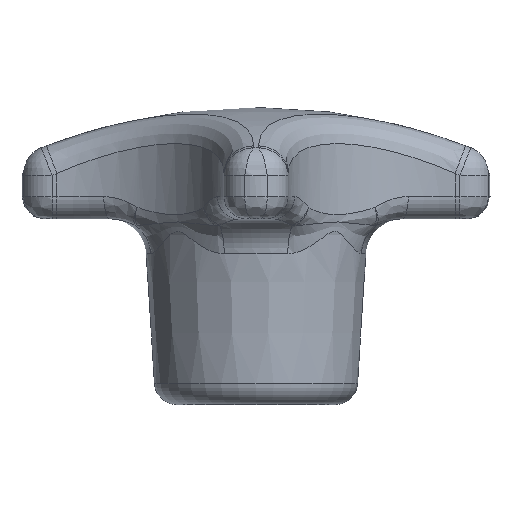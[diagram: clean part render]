
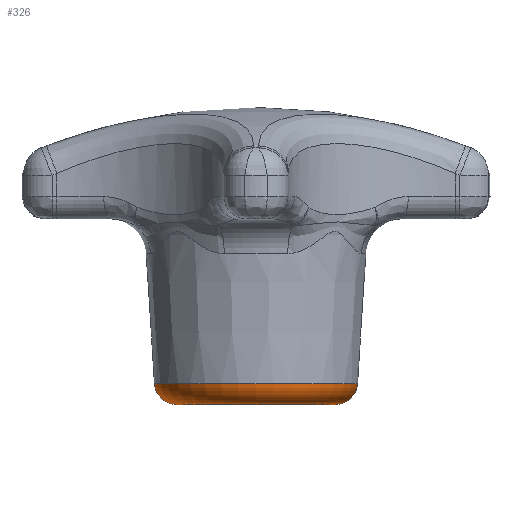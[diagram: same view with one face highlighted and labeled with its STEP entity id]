
A CAD part, front view. The second image highlights one B-rep face of the part: STEP entity #326.
In plain terms, the highlighted toroidal (fillet/blend) face has major radius 10.686 mm and minor radius 3 mm.
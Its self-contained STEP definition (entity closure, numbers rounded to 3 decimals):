
#326 = ADVANCED_FACE( '', ( #673, #674 ), #675, .T. );
#673 = FACE_OUTER_BOUND( '', #5853, .T. );
#674 = FACE_OUTER_BOUND( '', #5854, .T. );
#675 = TOROIDAL_SURFACE( '', #5855, 10.686, 3. );
#5853 = EDGE_LOOP( '', ( #8282 ) );
#5854 = EDGE_LOOP( '', ( #8283 ) );
#5855 = AXIS2_PLACEMENT_3D( '', #8284, #8285, #8286 );
#8282 = ORIENTED_EDGE( '', *, *, #8689, .F. );
#8283 = ORIENTED_EDGE( '', *, *, #8499, .F. );
#8284 = CARTESIAN_POINT( '', ( 0., 0., 3. ) );
#8285 = DIRECTION( '', ( 0., 0., 1. ) );
#8286 = DIRECTION( '', ( 1., 0., 0. ) );
#8499 = EDGE_CURVE( '', #8917, #8917, #8918, .F. );
#8689 = EDGE_CURVE( '', #9189, #9189, #9190, .F. );
#8917 = VERTEX_POINT( '', #10223 );
#8918 = CIRCLE( '', #10224, 13.68 );
#9189 = VERTEX_POINT( '', #11361 );
#9190 = CIRCLE( '', #11362, 10.686 );
#10223 = CARTESIAN_POINT( '', ( -13.68, 0., 2.808 ) );
#10224 = AXIS2_PLACEMENT_3D( '', #11834, #11835, #11836 );
#11361 = CARTESIAN_POINT( '', ( 10.686, 0., 0. ) );
#11362 = AXIS2_PLACEMENT_3D( '', #12099, #12100, #12101 );
#11834 = CARTESIAN_POINT( '', ( 0., 0., 2.808 ) );
#11835 = DIRECTION( '', ( 0., 0., -1. ) );
#11836 = DIRECTION( '', ( -1., 0., 0. ) );
#12099 = CARTESIAN_POINT( '', ( 0., 0., 0. ) );
#12100 = DIRECTION( '', ( 0., 0., 1. ) );
#12101 = DIRECTION( '', ( 1., 0., 0. ) );
